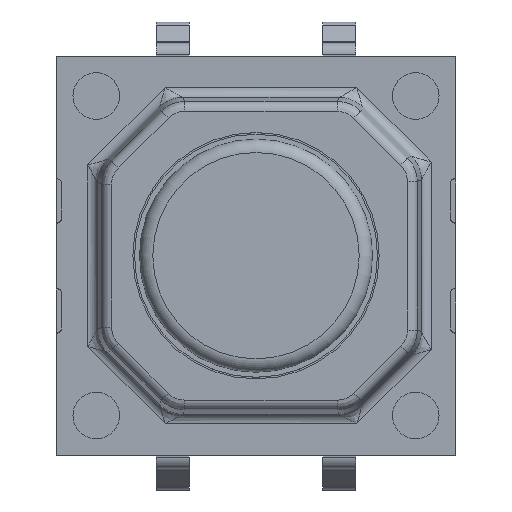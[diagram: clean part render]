
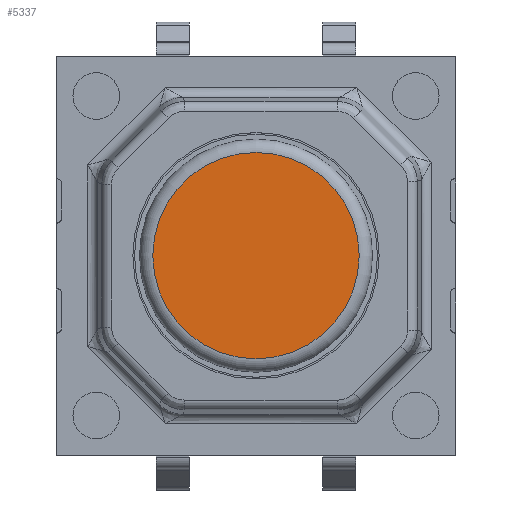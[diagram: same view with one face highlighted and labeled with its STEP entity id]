
A CAD part, top view. The second image highlights one B-rep face of the part: STEP entity #5337.
In plain terms, the highlighted planar face has unit normal (0, 0, 1).
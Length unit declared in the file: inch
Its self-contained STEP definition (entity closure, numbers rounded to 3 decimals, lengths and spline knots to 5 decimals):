
#196=PLANE('',#5711);
#1374=FACE_OUTER_BOUND('',#1720,.T.);
#1720=EDGE_LOOP('',(#3691));
#2091=CIRCLE('',#5705,0.12205);
#2356=VERTEX_POINT('',#8069);
#2859=EDGE_CURVE('',#2356,#2356,#2091,.T.);
#3691=ORIENTED_EDGE('',*,*,#2859,.F.);
#5337=ADVANCED_FACE('',(#1374),#196,.T.);
#5705=AXIS2_PLACEMENT_3D('',#8070,#6350,#6351);
#5711=AXIS2_PLACEMENT_3D('',#8080,#6363,#6364);
#6350=DIRECTION('center_axis',(0.,0.,
-1.));
#6351=DIRECTION('ref_axis',(-1.,0.,0.));
#6363=DIRECTION('center_axis',(0.,0.,
1.));
#6364=DIRECTION('ref_axis',(1.,0.,0.));
#8069=CARTESIAN_POINT('',(-0.32151,-0.19503,0.23356));
#8070=CARTESIAN_POINT('Origin',(-0.19946,-0.19503,0.23356));
#8080=CARTESIAN_POINT('Origin',(-0.19946,-0.19503,0.23356));
